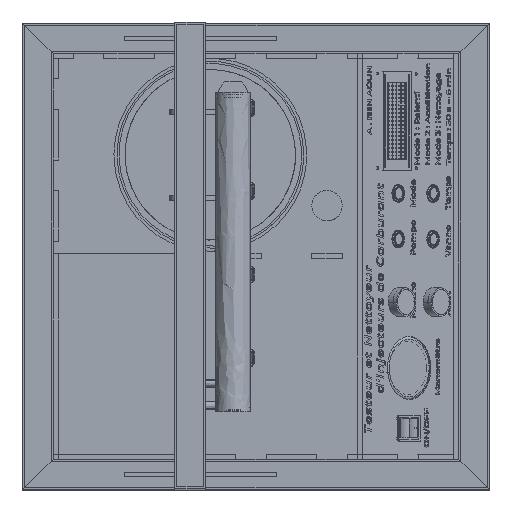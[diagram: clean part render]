
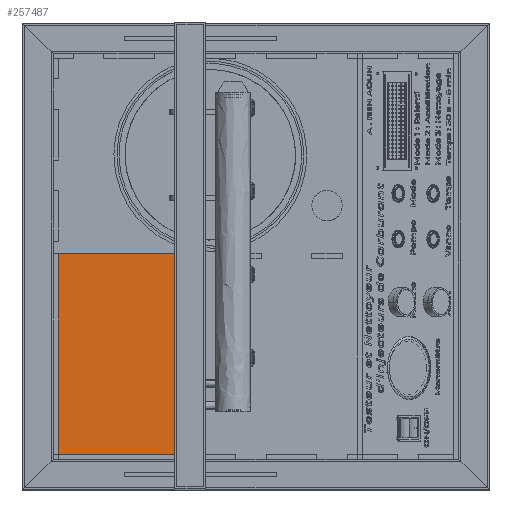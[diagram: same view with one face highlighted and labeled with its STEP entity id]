
A CAD part, top view. The second image highlights one B-rep face of the part: STEP entity #257487.
In plain terms, the highlighted free-form (B-spline) face has degree [1, 1] with [2, 2] control points.
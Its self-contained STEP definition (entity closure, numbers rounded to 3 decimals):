
#257389 = VERTEX_POINT('',#257390);
#257390 = CARTESIAN_POINT('',(268.974,197.761,
    -107.713));
#257395 = EDGE_CURVE('',#257396,#257389,#257398,.T.);
#257396 = VERTEX_POINT('',#257397);
#257397 = CARTESIAN_POINT('',(157.109,197.761,
    -107.713));
#257398 = B_SPLINE_CURVE_WITH_KNOTS('',1,(#257399,#257400),
  .UNSPECIFIED.,.F.,.F.,(2,2),(-127.5,-0.),.PIECEWISE_BEZIER_KNOTS.);
#257399 = CARTESIAN_POINT('',(157.109,197.761,
    -107.713));
#257400 = CARTESIAN_POINT('',(268.974,197.761,
    -107.713));
#257423 = VERTEX_POINT('',#257424);
#257424 = CARTESIAN_POINT('',(268.974,371.042,
    -107.713));
#257429 = EDGE_CURVE('',#257389,#257423,#257430,.T.);
#257430 = B_SPLINE_CURVE_WITH_KNOTS('',1,(#257431,#257432),
  .UNSPECIFIED.,.F.,.F.,(2,2),(0.,197.5),.PIECEWISE_BEZIER_KNOTS.);
#257431 = CARTESIAN_POINT('',(268.974,197.761,
    -107.713));
#257432 = CARTESIAN_POINT('',(268.974,371.042,
    -107.713));
#257451 = VERTEX_POINT('',#257452);
#257452 = CARTESIAN_POINT('',(157.109,371.042,
    -107.713));
#257457 = EDGE_CURVE('',#257423,#257451,#257458,.T.);
#257458 = B_SPLINE_CURVE_WITH_KNOTS('',1,(#257459,#257460),
  .UNSPECIFIED.,.F.,.F.,(2,2),(0.,127.5),.PIECEWISE_BEZIER_KNOTS.);
#257459 = CARTESIAN_POINT('',(268.974,371.042,
    -107.713));
#257460 = CARTESIAN_POINT('',(157.109,371.042,
    -107.713));
#257477 = EDGE_CURVE('',#257451,#257396,#257478,.T.);
#257478 = B_SPLINE_CURVE_WITH_KNOTS('',1,(#257479,#257480),
  .UNSPECIFIED.,.F.,.F.,(2,2),(-197.5,-0.),.PIECEWISE_BEZIER_KNOTS.);
#257479 = CARTESIAN_POINT('',(157.109,371.042,
    -107.713));
#257480 = CARTESIAN_POINT('',(157.109,197.761,
    -107.713));
#257487 = ADVANCED_FACE('',(#257488),#257494,.F.);
#257488 = FACE_BOUND('',#257489,.T.);
#257489 = EDGE_LOOP('',(#257490,#257491,#257492,#257493));
#257490 = ORIENTED_EDGE('',*,*,#257395,.T.);
#257491 = ORIENTED_EDGE('',*,*,#257429,.T.);
#257492 = ORIENTED_EDGE('',*,*,#257457,.T.);
#257493 = ORIENTED_EDGE('',*,*,#257477,.T.);
#257494 = B_SPLINE_SURFACE_WITH_KNOTS('',1,1,(
    (#257495,#257496)
    ,(#257497,#257498
    )),.UNSPECIFIED.,.F.,.F.,.F.,(2,2),(2,2),(-197.5,0.),(0.,127.5),
  .PIECEWISE_BEZIER_KNOTS.);
#257495 = CARTESIAN_POINT('',(268.974,371.042,
    -107.713));
#257496 = CARTESIAN_POINT('',(157.109,371.042,
    -107.713));
#257497 = CARTESIAN_POINT('',(268.974,197.761,
    -107.713));
#257498 = CARTESIAN_POINT('',(157.109,197.761,
    -107.713));
